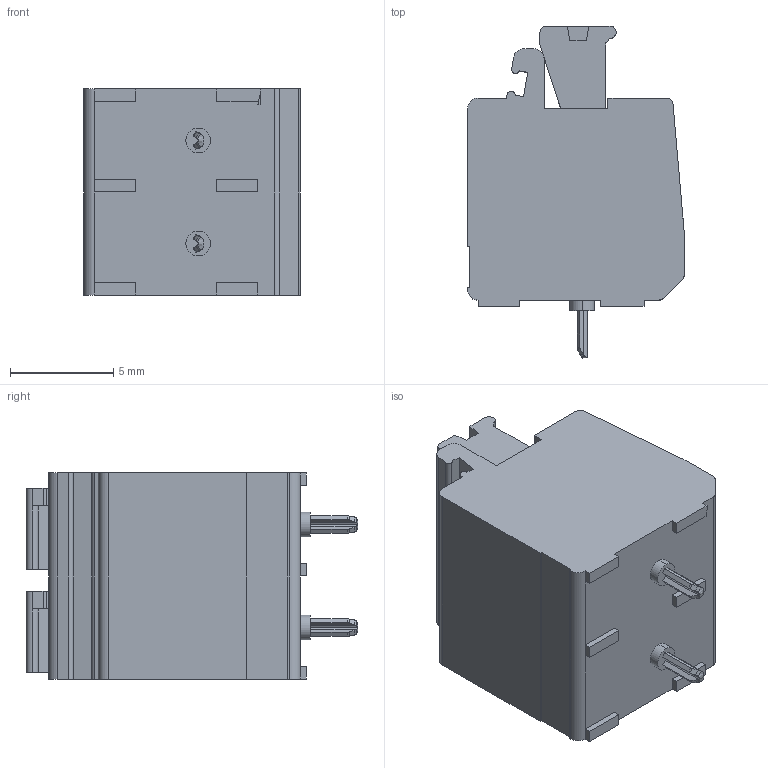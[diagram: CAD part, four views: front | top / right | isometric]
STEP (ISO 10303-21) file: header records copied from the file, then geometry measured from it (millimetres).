
FILE_DESCRIPTION(('SolidDesigner STEP Export'),'2;1');
FILE_NAME('pts_1.5-2-5.0.stp','2011-03-30T 8:27:05',(''),(''),'CoCreate Modeling STEP processor for AP214 (Solid Model)','CoCreate Modeling 16.00A 16-Aug-2008 (C) Parametric Technology GmbH','');
FILE_SCHEMA(('AUTOMOTIVE_DESIGN { 1 0 10303 214 1 1 1 1 }'));
Length unit declared in the file: millimetre
Products named in the file (2): pts_1.5-2-5.0
Assembly tree (1 placements, depth 2):
  pts_1.5-2-5.0
    pts_1.5-2-5.0
Bounding box: 10.5 x 16.1 x 10 mm (x, y, z)
Volume: 1029.9 mm3; surface area: 877.9 mm2
Topology: 1 solids, 1 shells, 233 faces, 647 edges, 431 vertices
Faces by surface type: plane 138, cylinder 81, cone 12, bspline 2
Entity records: 10848 total; most frequent: CARTESIAN_POINT 3125, ORIENTED_EDGE 1294, DIRECTION 1097, EDGE_CURVE 647, VERTEX_POINT 431, VECTOR 427, LINE 427, AXIS2_PLACEMENT_3D 335
